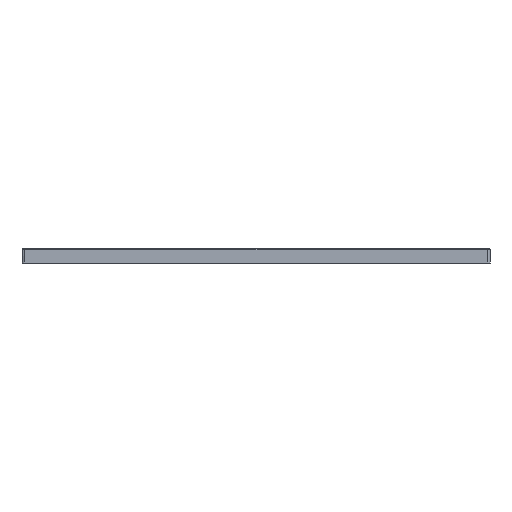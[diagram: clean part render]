
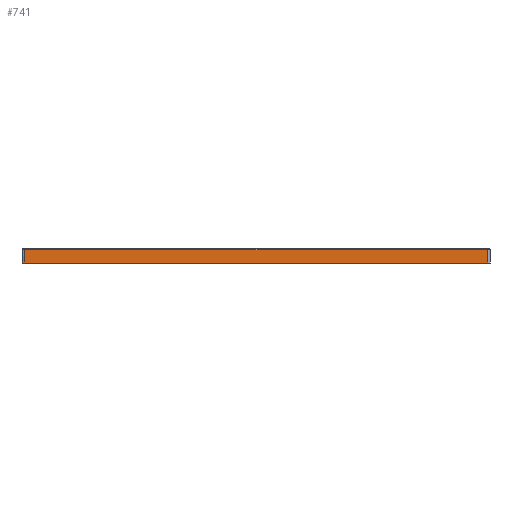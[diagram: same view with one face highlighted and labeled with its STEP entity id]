
A CAD part, left-side view. The second image highlights one B-rep face of the part: STEP entity #741.
In plain terms, the highlighted planar face has unit normal (-1, 0, 0).
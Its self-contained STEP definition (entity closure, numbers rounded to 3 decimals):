
#741=ADVANCED_FACE('',(#1221),#1108,.T.);
#1108=PLANE('',#6660);
#1221=FACE_OUTER_BOUND('',#1582,.T.);
#1582=EDGE_LOOP('',(#2897,#2898,#2899,#2900,#2901));
#2010=LINE('',#17914,#2393);
#2011=LINE('',#17944,#2394);
#2012=LINE('',#17946,#2395);
#2393=VECTOR('',#7208,1.);
#2394=VECTOR('',#7209,1.);
#2395=VECTOR('',#7210,1.);
#2897=ORIENTED_EDGE('',*,*,#5493,.T.);
#2898=ORIENTED_EDGE('',*,*,#5494,.T.);
#2899=ORIENTED_EDGE('',*,*,#5495,.T.);
#2900=ORIENTED_EDGE('',*,*,#5496,.T.);
#2901=ORIENTED_EDGE('',*,*,#5497,.F.);
#4863=VERTEX_POINT('',#17915);
#4864=VERTEX_POINT('',#17916);
#4865=VERTEX_POINT('',#17930);
#4866=VERTEX_POINT('',#17943);
#4867=VERTEX_POINT('',#17945);
#5493=EDGE_CURVE('',#4863,#4864,#2010,.T.);
#5494=EDGE_CURVE('',#4864,#4865,#6453,.T.);
#5495=EDGE_CURVE('',#4865,#4866,#6454,.T.);
#5496=EDGE_CURVE('',#4866,#4867,#2011,.T.);
#5497=EDGE_CURVE('',#4863,#4867,#2012,.T.);
#6453=B_SPLINE_CURVE_WITH_KNOTS('',3,(#17917,#17918,#17919,#17920,#17921,
#17922,#17923,#17924,#17925,#17926,#17927,#17928,#17929),.UNSPECIFIED.,
 .F.,.F.,(4,3,3,3,4),(0.,0.044,0.213,0.382,
1.),.UNSPECIFIED.);
#6454=B_SPLINE_CURVE_WITH_KNOTS('',3,(#17931,#17932,#17933,#17934,#17935,
#17936,#17937,#17938,#17939,#17940,#17941,#17942),.UNSPECIFIED.,.F.,.F.,
(4,2,2,2,2,4),(0.,0.5,0.75,0.875,0.938,1.),.UNSPECIFIED.);
#6660=AXIS2_PLACEMENT_3D('',#17947,#7211,#7212);
#7208=DIRECTION('',(0.,0.,1.));
#7209=DIRECTION('',(0.,0.,-1.));
#7210=DIRECTION('',(0.,1.,0.));
#7211=DIRECTION('',(-1.,0.,0.));
#7212=DIRECTION('',(0.,0.,1.));
#17914=CARTESIAN_POINT('',(-200.,-495.,29.));
#17915=CARTESIAN_POINT('',(-200.,-495.,0.));
#17916=CARTESIAN_POINT('',(-200.,-495.,28.475));
#17917=CARTESIAN_POINT('',(-200.,-495.,28.475));
#17918=CARTESIAN_POINT('',(-200.,-487.819,28.443));
#17919=CARTESIAN_POINT('',(-200.,-480.639,28.47));
#17920=CARTESIAN_POINT('',(-200.,-473.458,28.47));
#17921=CARTESIAN_POINT('',(-200.,-445.557,28.47));
#17922=CARTESIAN_POINT('',(-200.,-417.655,28.47));
#17923=CARTESIAN_POINT('',(-200.,-389.754,28.47));
#17924=CARTESIAN_POINT('',(-200.,-361.853,28.47));
#17925=CARTESIAN_POINT('',(-200.,-333.952,28.47));
#17926=CARTESIAN_POINT('',(-200.,-306.05,28.47));
#17927=CARTESIAN_POINT('',(-200.,-204.034,28.47));
#17928=CARTESIAN_POINT('',(-200.,-102.017,28.47));
#17929=CARTESIAN_POINT('',(-200.,0.,28.47));
#17930=CARTESIAN_POINT('',(-200.,0.,28.47));
#17931=CARTESIAN_POINT('',(-200.,0.,28.47));
#17932=CARTESIAN_POINT('',(-200.,82.5,28.47));
#17933=CARTESIAN_POINT('',(-200.,165.,28.47));
#17934=CARTESIAN_POINT('',(-200.,288.75,28.47));
#17935=CARTESIAN_POINT('',(-200.,330.,28.47));
#17936=CARTESIAN_POINT('',(-200.,391.875,28.47));
#17937=CARTESIAN_POINT('',(-200.,412.5,28.47));
#17938=CARTESIAN_POINT('',(-200.,443.438,28.47));
#17939=CARTESIAN_POINT('',(-200.,453.75,28.47));
#17940=CARTESIAN_POINT('',(-200.,474.375,28.47));
#17941=CARTESIAN_POINT('',(-200.,484.688,28.429));
#17942=CARTESIAN_POINT('',(-200.,495.,28.475));
#17943=CARTESIAN_POINT('',(-200.,495.,28.475));
#17944=CARTESIAN_POINT('',(-200.,495.,29.));
#17945=CARTESIAN_POINT('',(-200.,495.,0.));
#17946=CARTESIAN_POINT('',(-200.,-500.,0.));
#17947=CARTESIAN_POINT('',(-200.,-500.,29.));
